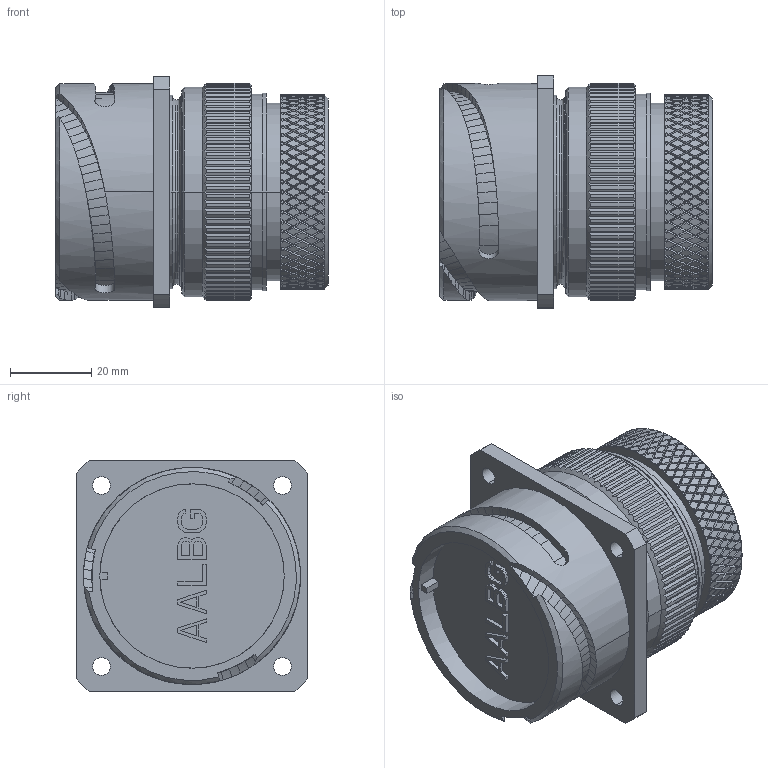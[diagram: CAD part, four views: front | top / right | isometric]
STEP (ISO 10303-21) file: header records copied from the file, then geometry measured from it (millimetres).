
FILE_DESCRIPTION((''),'2;1');
FILE_NAME('VG95234U-32_SW0001','2023-03-01T18:07:33',('paultorloting'),('NET AG system integration'),'CREO PARAMETRIC BY PTC INC, 2021404','CREO PARAMETRIC BY PTC INC, 2021404','');
FILE_SCHEMA(('AUTOMOTIVE_DESIGN { 1 0 10303 214 1 1 1 1 }'));
Products named in the file (1): VG95234U-32_SW0001
Bounding box: 66.95 x 57 x 57 mm (x, y, z)
Volume: 127001.8 mm3; surface area: 22147.9 mm2
Topology: 1 solids, 1 shells, 2877 faces, 6773 edges, 3927 vertices
Faces by surface type: plane 2113, cylinder 536, bspline 208, cone 16, torus 4
Entity records: 100120 total; most frequent: CARTESIAN_POINT 23675, ORIENTED_EDGE 13546, DIRECTION 10066, EDGE_CURVE 6773, VERTEX_POINT 3927, VECTOR 3713, LINE 3713, AXIS2_PLACEMENT_3D 3175
